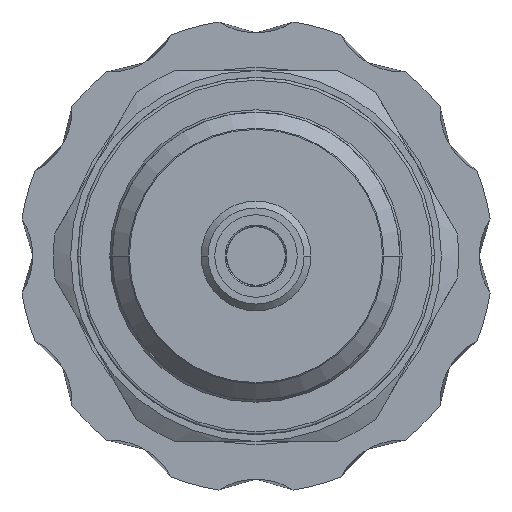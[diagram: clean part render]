
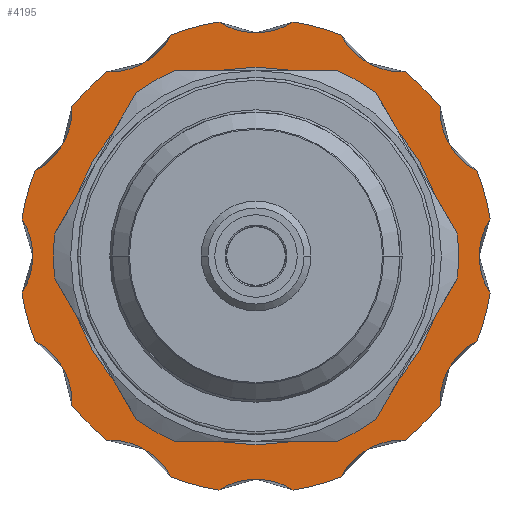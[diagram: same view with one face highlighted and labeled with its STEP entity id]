
A CAD part, front view. The second image highlights one B-rep face of the part: STEP entity #4195.
In plain terms, the highlighted free-form (B-spline) face has degree [1, 1] with [2, 2] control points.
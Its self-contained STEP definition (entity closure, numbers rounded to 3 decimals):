
#509=CARTESIAN_POINT('',(-21.25,39.5,0.));
#510=DIRECTION('',(0.,1.,0.));
#511=DIRECTION('',(0.842,0.,0.539));
#512=AXIS2_PLACEMENT_3D('',#509,#510,#511);
#611=CARTESIAN_POINT('',(18.403,39.5,-10.625));
#612=DIRECTION('',(0.,1.,0.));
#613=DIRECTION('',(-0.999,0.,-0.046));
#614=AXIS2_PLACEMENT_3D('',#611,#612,#613);
#624=CARTESIAN_POINT('',(0.,39.5,0.));
#625=DIRECTION('',(0.,-1.,0.));
#626=DIRECTION('',(0.988,0.,0.156));
#627=AXIS2_PLACEMENT_3D('',#624,#625,#626);
#637=CARTESIAN_POINT('',(0.,39.5,0.));
#638=DIRECTION('',(0.,-1.,0.));
#639=DIRECTION('',(0.777,0.,0.629));
#640=AXIS2_PLACEMENT_3D('',#637,#638,#639);
#650=CARTESIAN_POINT('',(0.,39.5,0.));
#651=DIRECTION('',(0.,-1.,0.));
#652=DIRECTION('',(0.359,0.,0.933));
#653=AXIS2_PLACEMENT_3D('',#650,#651,#652);
#663=CARTESIAN_POINT('',(0.,39.5,0.));
#664=DIRECTION('',(0.,-1.,0.));
#665=DIRECTION('',(-0.156,0.,0.988));
#666=AXIS2_PLACEMENT_3D('',#663,#664,#665);
#676=CARTESIAN_POINT('',(0.,39.5,0.));
#677=DIRECTION('',(0.,-1.,0.));
#678=DIRECTION('',(-0.629,0.,0.777));
#679=AXIS2_PLACEMENT_3D('',#676,#677,#678);
#689=CARTESIAN_POINT('',(0.,39.5,0.));
#690=DIRECTION('',(0.,-1.,0.));
#691=DIRECTION('',(-0.933,0.,0.359));
#692=AXIS2_PLACEMENT_3D('',#689,#690,#691);
#702=CARTESIAN_POINT('',(0.,39.5,0.));
#703=DIRECTION('',(0.,-1.,0.));
#704=DIRECTION('',(-0.988,0.,-0.156));
#705=AXIS2_PLACEMENT_3D('',#702,#703,#704);
#715=CARTESIAN_POINT('',(0.,39.5,0.));
#716=DIRECTION('',(0.,-1.,0.));
#717=DIRECTION('',(-0.777,0.,-0.629));
#718=AXIS2_PLACEMENT_3D('',#715,#716,#717);
#728=CARTESIAN_POINT('',(0.,39.5,0.));
#729=DIRECTION('',(0.,-1.,0.));
#730=DIRECTION('',(-0.359,0.,-0.933));
#731=AXIS2_PLACEMENT_3D('',#728,#729,#730);
#741=CARTESIAN_POINT('',(0.,39.5,0.));
#742=DIRECTION('',(0.,-1.,0.));
#743=DIRECTION('',(0.156,0.,-0.988));
#744=AXIS2_PLACEMENT_3D('',#741,#742,#743);
#750=CARTESIAN_POINT('',(0.,39.5,0.));
#751=DIRECTION('',(0.,-1.,0.));
#752=DIRECTION('',(0.933,0.,-0.359));
#753=AXIS2_PLACEMENT_3D('',#750,#751,#752);
#767=CARTESIAN_POINT('',(0.,39.5,0.));
#768=DIRECTION('',(0.,-1.,0.));
#769=DIRECTION('',(0.629,0.,-0.777));
#770=AXIS2_PLACEMENT_3D('',#767,#768,#769);
#792=CARTESIAN_POINT('',(18.403,39.5,10.625));
#793=DIRECTION('',(0.,1.,0.));
#794=DIRECTION('',(-0.46,0.,-0.888));
#795=AXIS2_PLACEMENT_3D('',#792,#793,#794);
#797=CARTESIAN_POINT('',(0.,39.5,0.));
#798=DIRECTION('',(0.,1.,0.));
#799=DIRECTION('',(-1.,0.,0.));
#800=AXIS2_PLACEMENT_3D('',#797,#798,#799);
#802=CARTESIAN_POINT('',(0.,39.5,0.));
#803=DIRECTION('',(0.,1.,0.));
#804=DIRECTION('',(1.,0.,0.));
#805=AXIS2_PLACEMENT_3D('',#802,#803,#804);
#1491=CARTESIAN_POINT('',(10.625,39.5,-18.403));
#1492=DIRECTION('',(0.,1.,0.));
#1493=DIRECTION('',(-0.888,0.,0.46));
#1494=AXIS2_PLACEMENT_3D('',#1491,#1492,#1493);
#1516=CARTESIAN_POINT('',(0.,39.5,-21.25));
#1517=DIRECTION('',(0.,1.,0.));
#1518=DIRECTION('',(-0.539,0.,0.842));
#1519=AXIS2_PLACEMENT_3D('',#1516,#1517,#1518);
#1541=CARTESIAN_POINT('',(-10.625,39.5,-18.403));
#1542=DIRECTION('',(0.,1.,0.));
#1543=DIRECTION('',(-0.046,0.,0.999));
#1544=AXIS2_PLACEMENT_3D('',#1541,#1542,#1543);
#1566=CARTESIAN_POINT('',(-18.403,39.5,-10.625));
#1567=DIRECTION('',(0.,1.,0.));
#1568=DIRECTION('',(0.46,0.,0.888));
#1569=AXIS2_PLACEMENT_3D('',#1566,#1567,#1568);
#1591=CARTESIAN_POINT('',(-18.403,39.5,10.625));
#1592=DIRECTION('',(0.,1.,0.));
#1593=DIRECTION('',(0.999,0.,0.046));
#1594=AXIS2_PLACEMENT_3D('',#1591,#1592,#1593);
#1616=CARTESIAN_POINT('',(-10.625,39.5,18.403));
#1617=DIRECTION('',(0.,1.,0.));
#1618=DIRECTION('',(0.888,0.,-0.46));
#1619=AXIS2_PLACEMENT_3D('',#1616,#1617,#1618);
#1641=CARTESIAN_POINT('',(0.,39.5,21.25));
#1642=DIRECTION('',(0.,1.,0.));
#1643=DIRECTION('',(0.539,0.,-0.842));
#1644=AXIS2_PLACEMENT_3D('',#1641,#1642,#1643);
#1666=CARTESIAN_POINT('',(10.625,39.5,18.403));
#1667=DIRECTION('',(0.,1.,0.));
#1668=DIRECTION('',(0.046,0.,-0.999));
#1669=AXIS2_PLACEMENT_3D('',#1666,#1667,#1668);
#1671=CARTESIAN_POINT('',(21.25,39.5,0.));
#1672=DIRECTION('',(0.,1.,0.));
#1673=DIRECTION('',(-0.842,0.,-0.539));
#1674=AXIS2_PLACEMENT_3D('',#1671,#1672,#1673);
#2354=CARTESIAN_POINT('',(-13.75,39.5,0.));
#2355=CARTESIAN_POINT('',(13.75,39.5,0.));
#2356=VERTEX_POINT('',#2354);
#2357=VERTEX_POINT('',#2355);
#2363=CARTESIAN_POINT('',(17.038,39.5,2.695));
#2365=VERTEX_POINT('',#2363);
#2367=CARTESIAN_POINT('',(17.038,39.5,-2.695));
#2369=VERTEX_POINT('',#2367);
#2372=CARTESIAN_POINT('',(13.408,39.5,10.853));
#2374=VERTEX_POINT('',#2372);
#2376=CARTESIAN_POINT('',(16.103,39.5,6.185));
#2378=VERTEX_POINT('',#2376);
#2380=CARTESIAN_POINT('',(6.185,39.5,16.103));
#2382=VERTEX_POINT('',#2380);
#2384=CARTESIAN_POINT('',(10.853,39.5,13.408));
#2386=VERTEX_POINT('',#2384);
#2388=CARTESIAN_POINT('',(-2.695,39.5,17.038));
#2390=VERTEX_POINT('',#2388);
#2392=CARTESIAN_POINT('',(2.695,39.5,17.038));
#2394=VERTEX_POINT('',#2392);
#2396=CARTESIAN_POINT('',(-10.853,39.5,13.408));
#2398=VERTEX_POINT('',#2396);
#2400=CARTESIAN_POINT('',(-6.185,39.5,16.103));
#2402=VERTEX_POINT('',#2400);
#2404=CARTESIAN_POINT('',(-16.103,39.5,6.185));
#2406=VERTEX_POINT('',#2404);
#2408=CARTESIAN_POINT('',(-13.408,39.5,10.853));
#2410=VERTEX_POINT('',#2408);
#2412=CARTESIAN_POINT('',(-17.038,39.5,-2.695));
#2414=VERTEX_POINT('',#2412);
#2416=CARTESIAN_POINT('',(-17.038,39.5,2.695));
#2418=VERTEX_POINT('',#2416);
#2421=CARTESIAN_POINT('',(-13.408,39.5,-10.853));
#2423=VERTEX_POINT('',#2421);
#2425=CARTESIAN_POINT('',(-16.103,39.5,-6.185));
#2427=VERTEX_POINT('',#2425);
#2429=CARTESIAN_POINT('',(-6.185,39.5,-16.103));
#2431=VERTEX_POINT('',#2429);
#2433=CARTESIAN_POINT('',(-10.853,39.5,-13.408));
#2435=VERTEX_POINT('',#2433);
#2437=CARTESIAN_POINT('',(2.695,39.5,-17.038));
#2439=VERTEX_POINT('',#2437);
#2441=CARTESIAN_POINT('',(-2.695,39.5,-17.038));
#2443=VERTEX_POINT('',#2441);
#2445=CARTESIAN_POINT('',(10.853,39.5,-13.408));
#2447=VERTEX_POINT('',#2445);
#2449=CARTESIAN_POINT('',(6.185,39.5,-16.103));
#2451=VERTEX_POINT('',#2449);
#2453=CARTESIAN_POINT('',(16.103,39.5,-6.185));
#2455=VERTEX_POINT('',#2453);
#2457=CARTESIAN_POINT('',(13.408,39.5,-10.853));
#2459=VERTEX_POINT('',#2457);
#4149=CARTESIAN_POINT('',(-17.72,39.5,-17.72));
#4150=CARTESIAN_POINT('',(-17.72,39.5,17.72));
#4151=CARTESIAN_POINT('',(17.72,39.5,-17.72));
#4152=CARTESIAN_POINT('',(17.72,39.5,17.72));
#4153=B_SPLINE_SURFACE_WITH_KNOTS('',1,1,((#4149,#4150),(#4151,#4152)),
.UNSPECIFIED.,.F.,.F.,.F.,(2,2),(2,2),(-17.72,17.72),(
-17.72,17.72),.UNSPECIFIED.);
#4154=ORIENTED_EDGE('',*,*,#3729,.F.);
#4155=ORIENTED_EDGE('',*,*,#4123,.F.);
#4157=ORIENTED_EDGE('',*,*,#4156,.F.);
#4158=ORIENTED_EDGE('',*,*,#4059,.F.);
#4160=ORIENTED_EDGE('',*,*,#4159,.F.);
#4161=ORIENTED_EDGE('',*,*,#4026,.F.);
#4163=ORIENTED_EDGE('',*,*,#4162,.F.);
#4164=ORIENTED_EDGE('',*,*,#3993,.F.);
#4166=ORIENTED_EDGE('',*,*,#4165,.F.);
#4167=ORIENTED_EDGE('',*,*,#3960,.F.);
#4168=ORIENTED_EDGE('',*,*,#3611,.F.);
#4169=ORIENTED_EDGE('',*,*,#3928,.F.);
#4171=ORIENTED_EDGE('',*,*,#4170,.F.);
#4172=ORIENTED_EDGE('',*,*,#3896,.F.);
#4174=ORIENTED_EDGE('',*,*,#4173,.F.);
#4175=ORIENTED_EDGE('',*,*,#3863,.F.);
#4177=ORIENTED_EDGE('',*,*,#4176,.F.);
#4178=ORIENTED_EDGE('',*,*,#3830,.F.);
#4180=ORIENTED_EDGE('',*,*,#4179,.F.);
#4181=ORIENTED_EDGE('',*,*,#3797,.F.);
#4182=ORIENTED_EDGE('',*,*,#4143,.F.);
#4183=ORIENTED_EDGE('',*,*,#3764,.F.);
#4185=ORIENTED_EDGE('',*,*,#4184,.F.);
#4186=ORIENTED_EDGE('',*,*,#4088,.F.);
#4187=EDGE_LOOP('',(#4154,#4155,#4157,#4158,#4160,#4161,#4163,#4164,#4166,#4167,
#4168,#4169,#4171,#4172,#4174,#4175,#4177,#4178,#4180,#4181,#4182,#4183,#4185,
#4186));
#4188=FACE_OUTER_BOUND('',#4187,.F.);
#4190=ORIENTED_EDGE('',*,*,#4189,.F.);
#4192=ORIENTED_EDGE('',*,*,#4191,.F.);
#4193=EDGE_LOOP('',(#4190,#4192));
#4194=FACE_BOUND('',#4193,.F.);
#513=CIRCLE('',#512,5.);
#615=CIRCLE('',#614,5.);
#628=CIRCLE('',#627,17.25);
#641=CIRCLE('',#640,17.25);
#654=CIRCLE('',#653,17.25);
#667=CIRCLE('',#666,17.25);
#680=CIRCLE('',#679,17.25);
#693=CIRCLE('',#692,17.25);
#706=CIRCLE('',#705,17.25);
#719=CIRCLE('',#718,17.25);
#732=CIRCLE('',#731,17.25);
#745=CIRCLE('',#744,17.25);
#754=CIRCLE('',#753,17.25);
#771=CIRCLE('',#770,17.25);
#796=CIRCLE('',#795,5.);
#801=CIRCLE('',#800,13.75);
#806=CIRCLE('',#805,13.75);
#1495=CIRCLE('',#1494,5.);
#1520=CIRCLE('',#1519,5.);
#1545=CIRCLE('',#1544,5.);
#1570=CIRCLE('',#1569,5.);
#1595=CIRCLE('',#1594,5.);
#1620=CIRCLE('',#1619,5.);
#1645=CIRCLE('',#1644,5.);
#1670=CIRCLE('',#1669,5.);
#1675=CIRCLE('',#1674,5.);
#3611=EDGE_CURVE('',#2418,#2414,#513,.T.);
#3729=EDGE_CURVE('',#2459,#2455,#615,.T.);
#3764=EDGE_CURVE('',#2365,#2378,#628,.T.);
#3797=EDGE_CURVE('',#2374,#2386,#641,.T.);
#3830=EDGE_CURVE('',#2382,#2394,#654,.T.);
#3863=EDGE_CURVE('',#2390,#2402,#667,.T.);
#3896=EDGE_CURVE('',#2398,#2410,#680,.T.);
#3928=EDGE_CURVE('',#2406,#2418,#693,.T.);
#3960=EDGE_CURVE('',#2414,#2427,#706,.T.);
#3993=EDGE_CURVE('',#2423,#2435,#719,.T.);
#4026=EDGE_CURVE('',#2431,#2443,#732,.T.);
#4059=EDGE_CURVE('',#2439,#2451,#745,.T.);
#4088=EDGE_CURVE('',#2455,#2369,#754,.T.);
#4123=EDGE_CURVE('',#2447,#2459,#771,.T.);
#4143=EDGE_CURVE('',#2378,#2374,#796,.T.);
#4156=EDGE_CURVE('',#2451,#2447,#1495,.T.);
#4159=EDGE_CURVE('',#2443,#2439,#1520,.T.);
#4162=EDGE_CURVE('',#2435,#2431,#1545,.T.);
#4165=EDGE_CURVE('',#2427,#2423,#1570,.T.);
#4170=EDGE_CURVE('',#2410,#2406,#1595,.T.);
#4173=EDGE_CURVE('',#2402,#2398,#1620,.T.);
#4176=EDGE_CURVE('',#2394,#2390,#1645,.T.);
#4179=EDGE_CURVE('',#2386,#2382,#1670,.T.);
#4184=EDGE_CURVE('',#2369,#2365,#1675,.T.);
#4189=EDGE_CURVE('',#2356,#2357,#801,.T.);
#4191=EDGE_CURVE('',#2357,#2356,#806,.T.);
#4195=ADVANCED_FACE('',(#4188,#4194),#4153,.T.);
